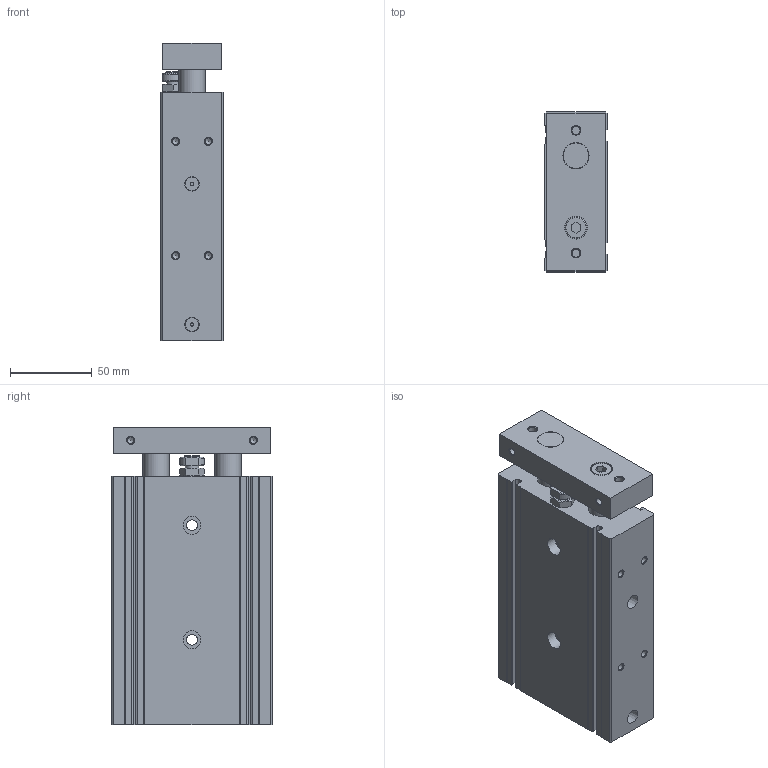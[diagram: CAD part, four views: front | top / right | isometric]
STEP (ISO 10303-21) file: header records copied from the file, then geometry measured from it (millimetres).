
FILE_DESCRIPTION( ( 'STEP AP203' ), '1' );
FILE_NAME( 'MCDA-23-32-70(0).stp', '2020-07-20T08:42:55', ( 'License CC BY-ND 4.0' ), ( 'CADENAS' ), ' ', 'PARTsolutions', ' ' );
FILE_SCHEMA( ( 'CONFIG_CONTROL_DESIGN' ) );
Length unit declared in the file: millimetre
Products named in the file (3): MCDA-23-32-70(0); _MCDA-23-32-70(0-b); _MCDA-23-32-70(0-r)
Assembly tree (2 placements, depth 2):
  MCDA-23-32-70(0)
    _MCDA-23-32-70(0-b)
    _MCDA-23-32-70(0-r)
Bounding box: 38 x 98 x 182 mm (x, y, z)
Volume: 513908.3 mm3; surface area: 126534.7 mm2
Topology: 2 solids, 2 shells, 198 faces, 460 edges, 298 vertices
Faces by surface type: plane 104, cylinder 52, cone 41, torus 1
Full cylindrical faces by diameter (mm): 2 x4, 4.134 x12, 4.917 x2, 6.647 x2, 8 x1, 8.376 x1, 9 x1, 11 x4, 13 x1, 14 x1, 16 x5, 32 x4, 34 x2
Entity records: 5324 total; most frequent: CARTESIAN_POINT 1001, DIRECTION 882, ORIENTED_EDGE 724, EDGE_CURVE 362, AXIS2_PLACEMENT_3D 339, EDGE_LOOP 316, VERTEX_POINT 290, FACE_OUTER_BOUND 239
